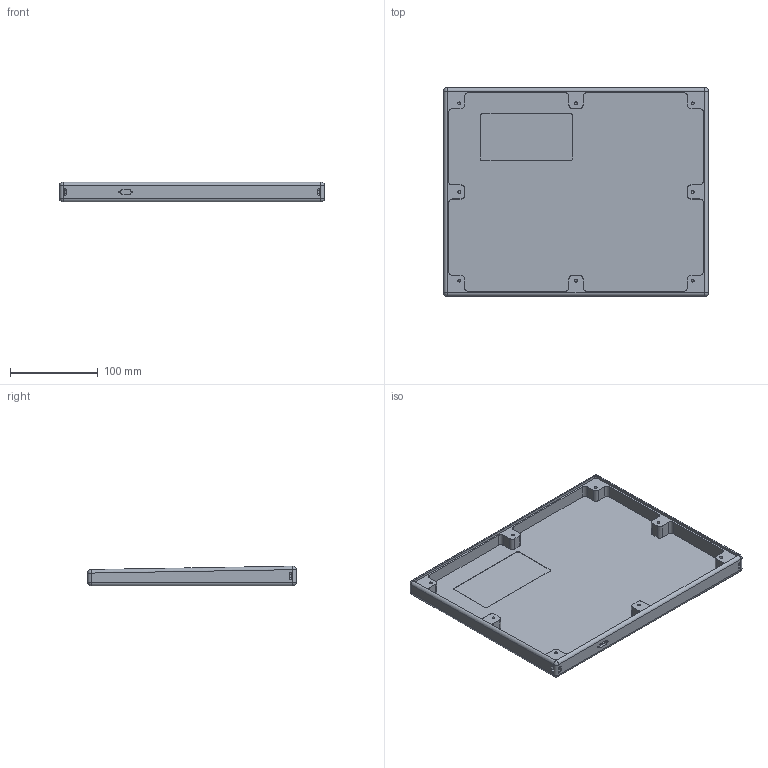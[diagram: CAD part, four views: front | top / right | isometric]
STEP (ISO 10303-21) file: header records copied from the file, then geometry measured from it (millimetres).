
FILE_DESCRIPTION(/* description */ ('','CAx-IF Rec.Pracs.---Representation and Presentation of Product Manufacturing Information (PMI)---4.0---2014-10-13'),/* implementation_level */ '2;1');
FILE_NAME(/* name */ 'Case 3.1 v16.step',/* time_stamp */ '2024-12-26T16:26:00+09:00',/* author */ (''),/* organization */ (''),/* preprocessor_version */ 'ST-DEVELOPER v20',/* originating_system */ 'Autodesk Translation Framework v13.20.0.188',/* authorisation */ '');
FILE_SCHEMA (('AP242_MANAGED_MODEL_BASED_3D_ENGINEERING_MIM_LF { 1 0 10303 442 1 1 4 }'));
Length unit declared in the file: millimetre
Products named in the file (1): Case 3.1
Bounding box: 302.69 x 238.4 x 22.43 mm (x, y, z)
Volume: 249334.8 mm3; surface area: 185412 mm2
Topology: 1 solids, 1 shells, 160 faces, 421 edges, 262 vertices
Faces by surface type: cylinder 76, plane 64, sphere 12, cone 8
Full cylindrical faces by diameter (mm): 2 x2, 3.332 x8
Entity records: 4935 total; most frequent: DIRECTION 889, CARTESIAN_POINT 842, ORIENTED_EDGE 826, EDGE_CURVE 413, AXIS2_PLACEMENT_3D 317, VERTEX_POINT 262, LINE 255, VECTOR 255
